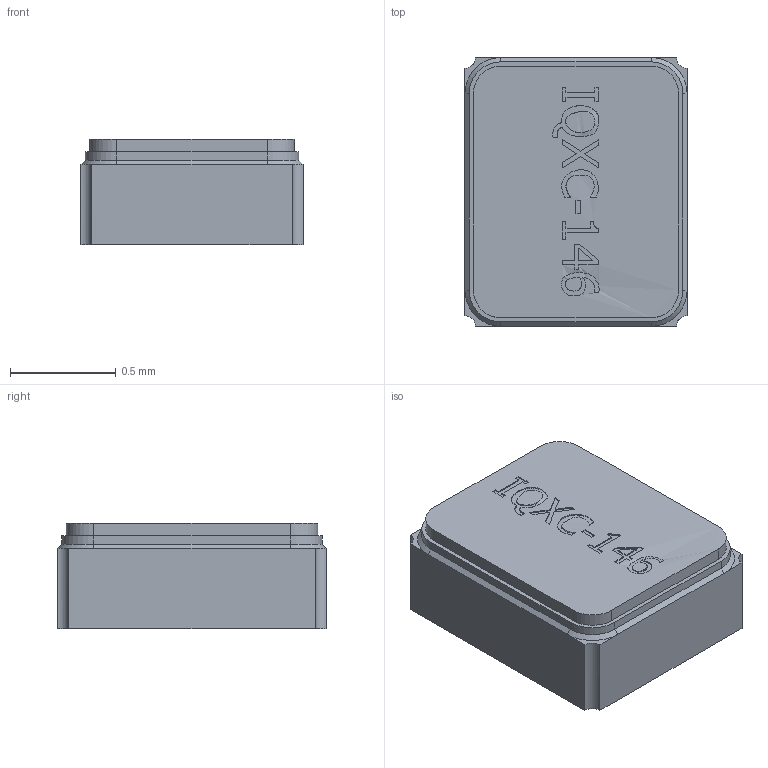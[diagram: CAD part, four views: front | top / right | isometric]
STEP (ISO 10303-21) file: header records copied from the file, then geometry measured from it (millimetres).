
FILE_DESCRIPTION(/* description */ ('Unknown'),/* implementation_level */ '2;1');
FILE_NAME(/* name */ 'Y_Wurth_WE-XTAL_Watch-IQXC-146',/* time_stamp */ '2025-09-04T11:16:01+08:00',/* author */ ('Unknown'),/* organization */ ('Unknown'),/* preprocessor_version */ 'ST-DEVELOPER v19.4',/* originating_system */ 'Solid Edge',/* authorisation */ 'Unknown');
FILE_SCHEMA (('AUTOMOTIVE_DESIGN {1 0 10303 214 3 1 1}'));
Length unit declared in the file: millimetre
Products named in the file (2): Y_Wurth_WE-XTAL_Watch-IQXC-146
Assembly tree (1 placements, depth 2):
  Y_Wurth_WE-XTAL_Watch-IQXC-146
    Y_Wurth_WE-XTAL_Watch-IQXC-146
Bounding box: 1.05 x 1.27 x 0.5 mm (x, y, z)
Volume: 0.6 mm3; surface area: 4.9 mm2
Topology: 1 solids, 1 shells, 144 faces, 372 edges, 242 vertices
Faces by surface type: plane 106, cylinder 25, bspline 9, cone 4
Entity records: 5494 total; most frequent: CARTESIAN_POINT 1062, ORIENTED_EDGE 744, DIRECTION 606, EDGE_CURVE 372, LINE 280, VECTOR 280, VERTEX_POINT 242, AXIS2_PLACEMENT_3D 163
